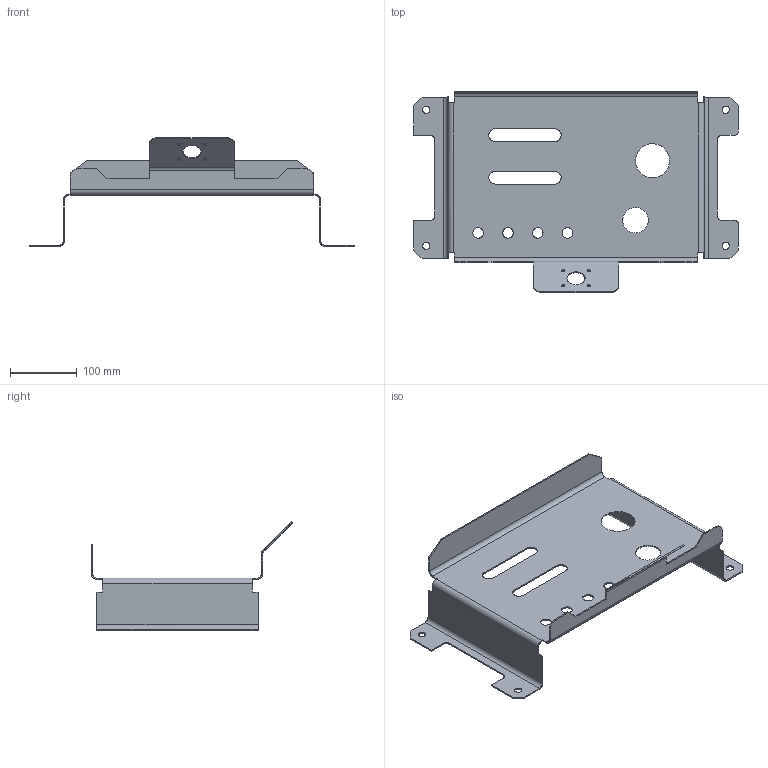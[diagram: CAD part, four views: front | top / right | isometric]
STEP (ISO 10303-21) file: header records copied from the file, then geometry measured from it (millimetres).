
FILE_DESCRIPTION(/* description */ (''),/* implementation_level */ '2;1');
FILE_NAME(/* name */ 'NIB3FE~1',/* time_stamp */ '2014-04-01T10:38:17-04:00',/* author */ (''),/* organization */ (''),/* preprocessor_version */ 'ST-DEVELOPER v15',/* originating_system */ '',/* authorisation */ '');
FILE_SCHEMA (('CONFIG_CONTROL_DESIGN'));
Length unit declared in the file: inch
Products named in the file (1): Document
Bounding box: 485.44 x 300.81 x 162.46 mm (x, y, z)
Volume: 313094 mm3; surface area: 353012.9 mm2
Topology: 1 solids, 1 shells, 120 faces, 390 edges, 272 vertices
Faces by surface type: plane 62, bspline 58
Entity records: 4524 total; most frequent: CARTESIAN_POINT 2136, ORIENTED_EDGE 780, EDGE_CURVE 390, VERTEX_POINT 272, B_SPLINE_CURVE_WITH_KNOTS 238, EDGE_LOOP 154, ADVANCED_FACE 120, FACE_OUTER_BOUND 120
